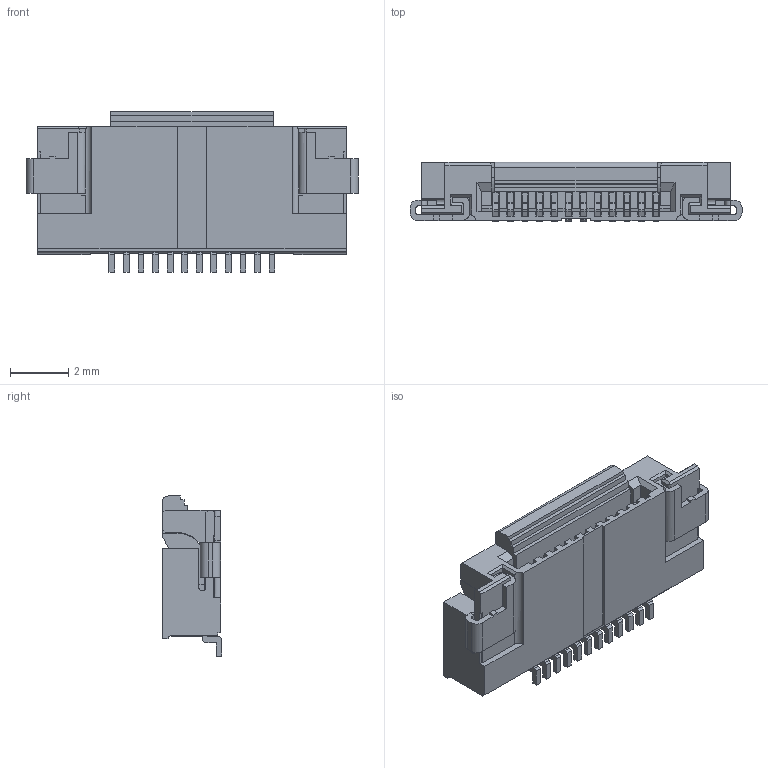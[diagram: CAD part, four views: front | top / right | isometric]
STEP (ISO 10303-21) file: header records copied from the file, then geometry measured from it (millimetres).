
FILE_DESCRIPTION((''),'2;1');
FILE_NAME('528921295','2009-01-06T',('pnb'),(''),'PRO/ENGINEER BY PARAMETRIC TECHNOLOGY CORPORATION, 2003451','PRO/ENGINEER BY PARAMETRIC TECHNOLOGY CORPORATION, 2003451','');
FILE_SCHEMA(('CONFIG_CONTROL_DESIGN'));
Length unit declared in the file: millimetre
Products named in the file (1): 528921295
Bounding box: 11.4 x 2.04 x 5.5 mm (x, y, z)
Volume: 67.3 mm3; surface area: 398.5 mm2
Topology: 1 solids, 1 shells, 696 faces, 2288 edges, 1505 vertices
Faces by surface type: plane 597, cylinder 99
Entity records: 24733 total; most frequent: CARTESIAN_POINT 4473, ORIENTED_EDGE 4458, DIRECTION 3875, EDGE_CURVE 2229, VECTOR 2067, LINE 2067, VERTEX_POINT 1443, AXIS2_PLACEMENT_3D 904
